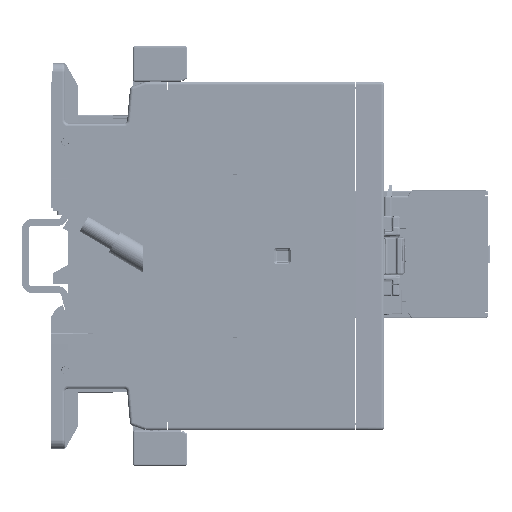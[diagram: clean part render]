
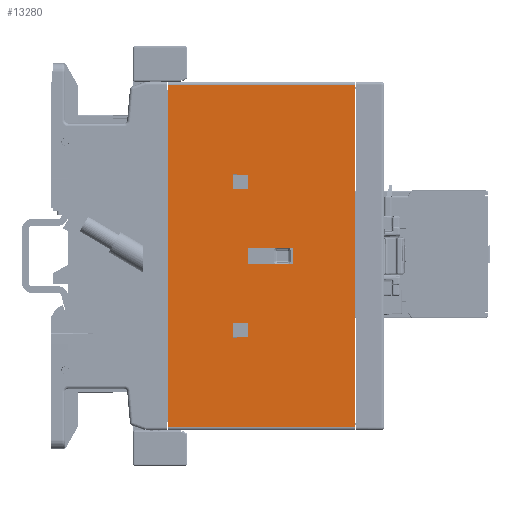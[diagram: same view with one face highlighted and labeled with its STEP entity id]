
A CAD part, left-side view. The second image highlights one B-rep face of the part: STEP entity #13280.
In plain terms, the highlighted planar face has unit normal (-1, 0, 0).
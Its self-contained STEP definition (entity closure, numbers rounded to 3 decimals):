
#3676=FACE_BOUND('',#31251,.T.);
#3677=FACE_BOUND('',#31252,.T.);
#3678=FACE_BOUND('',#31253,.T.);
#3679=FACE_BOUND('',#31254,.T.);
#13280=ADVANCED_FACE('',(#3676,#3677,#3678,#3679),#17566,.T.);
#17566=PLANE('',#202245);
#31251=EDGE_LOOP('',(#124821,#124822,#124823,#124824));
#31252=EDGE_LOOP('',(#124825,#124826,#124827,#124828));
#31253=EDGE_LOOP('',(#124829,#124830,#124831,#124832));
#31254=EDGE_LOOP('',(#124833,#124834,#124835,#124836));
#58251=LINE('',#331685,#81561);
#58254=LINE('',#331690,#81564);
#58258=LINE('',#331697,#81568);
#58262=LINE('',#331704,#81572);
#58265=LINE('',#331709,#81575);
#58267=LINE('',#331713,#81577);
#58270=LINE('',#331720,#81580);
#58522=LINE('',#332566,#81832);
#58523=LINE('',#332568,#81833);
#58526=LINE('',#332575,#81836);
#58529=LINE('',#332580,#81839);
#58531=LINE('',#332583,#81841);
#58603=LINE('',#332739,#81913);
#58625=LINE('',#332813,#81935);
#58626=LINE('',#332815,#81936);
#58627=LINE('',#332817,#81937);
#81561=VECTOR('',#249859,1.);
#81564=VECTOR('',#249864,1.);
#81568=VECTOR('',#249870,1.);
#81572=VECTOR('',#249876,1.);
#81575=VECTOR('',#249881,1.);
#81577=VECTOR('',#249885,1.);
#81580=VECTOR('',#249890,1.);
#81832=VECTOR('',#250716,1.);
#81833=VECTOR('',#250719,1.);
#81836=VECTOR('',#250724,1.);
#81839=VECTOR('',#250729,1.);
#81841=VECTOR('',#250733,1.);
#81913=VECTOR('',#250877,1.);
#81935=VECTOR('',#250933,1.);
#81936=VECTOR('',#250936,1.);
#81937=VECTOR('',#250937,1.);
#124821=ORIENTED_EDGE('',*,*,#184245,.F.);
#124822=ORIENTED_EDGE('',*,*,#184207,.T.);
#124823=ORIENTED_EDGE('',*,*,#184244,.F.);
#124824=ORIENTED_EDGE('',*,*,#184246,.F.);
#124825=ORIENTED_EDGE('',*,*,#184120,.T.);
#124826=ORIENTED_EDGE('',*,*,#184125,.T.);
#124827=ORIENTED_EDGE('',*,*,#183706,.T.);
#124828=ORIENTED_EDGE('',*,*,#184123,.T.);
#124829=ORIENTED_EDGE('',*,*,#183703,.T.);
#124830=ORIENTED_EDGE('',*,*,#183698,.T.);
#124831=ORIENTED_EDGE('',*,*,#184117,.T.);
#124832=ORIENTED_EDGE('',*,*,#183701,.T.);
#124833=ORIENTED_EDGE('',*,*,#183694,.T.);
#124834=ORIENTED_EDGE('',*,*,#184116,.T.);
#124835=ORIENTED_EDGE('',*,*,#183690,.T.);
#124836=ORIENTED_EDGE('',*,*,#183687,.T.);
#151890=VERTEX_POINT('',#331684);
#151891=VERTEX_POINT('',#331686);
#151892=VERTEX_POINT('',#331691);
#151893=VERTEX_POINT('',#331696);
#151894=VERTEX_POINT('',#331700);
#151895=VERTEX_POINT('',#331703);
#151896=VERTEX_POINT('',#331708);
#151897=VERTEX_POINT('',#331710);
#151900=VERTEX_POINT('',#331719);
#151901=VERTEX_POINT('',#331721);
#152160=VERTEX_POINT('',#332574);
#152161=VERTEX_POINT('',#332576);
#152209=VERTEX_POINT('',#332738);
#152210=VERTEX_POINT('',#332740);
#152244=VERTEX_POINT('',#332812);
#152245=VERTEX_POINT('',#332816);
#183687=EDGE_CURVE('',#151891,#151890,#58251,.T.);
#183690=EDGE_CURVE('',#151892,#151891,#58254,.T.);
#183694=EDGE_CURVE('',#151890,#151893,#58258,.T.);
#183698=EDGE_CURVE('',#151894,#151895,#58262,.T.);
#183701=EDGE_CURVE('',#151897,#151896,#58265,.T.);
#183703=EDGE_CURVE('',#151896,#151894,#58267,.T.);
#183706=EDGE_CURVE('',#151901,#151900,#58270,.T.);
#184116=EDGE_CURVE('',#151893,#151892,#58522,.T.);
#184117=EDGE_CURVE('',#151895,#151897,#58523,.T.);
#184120=EDGE_CURVE('',#152161,#152160,#58526,.T.);
#184123=EDGE_CURVE('',#151900,#152161,#58529,.T.);
#184125=EDGE_CURVE('',#152160,#151901,#58531,.T.);
#184207=EDGE_CURVE('',#152210,#152209,#58603,.T.);
#184244=EDGE_CURVE('',#152244,#152209,#58625,.T.);
#184245=EDGE_CURVE('',#152210,#152245,#58626,.T.);
#184246=EDGE_CURVE('',#152245,#152244,#58627,.T.);
#202245=AXIS2_PLACEMENT_3D('',#332818,#250938,#250939);
#249859=DIRECTION('',(0.,1.,-0.009));
#249864=DIRECTION('',(0.,0.,-1.));
#249870=DIRECTION('',(0.,0.,1.));
#249876=DIRECTION('',(0.,0.,1.));
#249881=DIRECTION('',(0.,0.,-1.));
#249885=DIRECTION('',(0.,1.,-0.009));
#249890=DIRECTION('',(0.,0.,-1.));
#250716=DIRECTION('',(0.,-1.,-0.009));
#250719=DIRECTION('',(0.,-1.,-0.009));
#250724=DIRECTION('',(0.,0.,1.));
#250729=DIRECTION('',(0.,1.,0.));
#250733=DIRECTION('',(0.,-1.,0.));
#250877=DIRECTION('',(0.,0.,1.));
#250933=DIRECTION('',(0.,-1.,0.));
#250936=DIRECTION('',(0.,1.,0.));
#250937=DIRECTION('',(0.,0.,1.));
#250938=DIRECTION('',(-1.,0.,0.));
#250939=DIRECTION('',(0.,1.,0.));
#331684=CARTESIAN_POINT('',(-126.227,-56.547,-22.443));
#331685=CARTESIAN_POINT('',(-126.227,-56.547,-22.443));
#331686=CARTESIAN_POINT('',(-126.227,-61.616,-22.399));
#331690=CARTESIAN_POINT('',(-126.227,-61.616,-22.399));
#331691=CARTESIAN_POINT('',(-126.227,-61.616,-17.634));
#331696=CARTESIAN_POINT('',(-126.227,-56.547,-17.59));
#331697=CARTESIAN_POINT('',(-126.227,-56.547,-17.59));
#331700=CARTESIAN_POINT('',(-126.227,-56.547,25.557));
#331703=CARTESIAN_POINT('',(-126.227,-56.547,30.41));
#331704=CARTESIAN_POINT('',(-126.227,-56.547,30.41));
#331708=CARTESIAN_POINT('',(-126.227,-61.616,25.601));
#331709=CARTESIAN_POINT('',(-126.227,-61.616,25.601));
#331710=CARTESIAN_POINT('',(-126.227,-61.616,30.366));
#331713=CARTESIAN_POINT('',(-126.227,-56.547,25.557));
#331719=CARTESIAN_POINT('',(-126.227,-76.112,1.452));
#331720=CARTESIAN_POINT('',(-126.227,-76.112,1.452));
#331721=CARTESIAN_POINT('',(-126.227,-76.112,6.515));
#332566=CARTESIAN_POINT('',(-126.227,-61.616,-17.634));
#332568=CARTESIAN_POINT('',(-126.227,-61.616,30.366));
#332574=CARTESIAN_POINT('',(-126.227,-61.549,6.515));
#332575=CARTESIAN_POINT('',(-126.227,-61.549,6.515));
#332576=CARTESIAN_POINT('',(-126.227,-61.549,1.452));
#332580=CARTESIAN_POINT('',(-126.227,-61.549,1.452));
#332583=CARTESIAN_POINT('',(-126.227,-76.112,6.515));
#332738=CARTESIAN_POINT('',(-126.227,-96.281,59.484));
#332739=CARTESIAN_POINT('',(-126.227,-96.281,-51.516));
#332740=CARTESIAN_POINT('',(-126.227,-96.281,-51.516));
#332812=CARTESIAN_POINT('',(-126.227,-35.481,59.484));
#332813=CARTESIAN_POINT('',(-126.227,-35.481,59.484));
#332815=CARTESIAN_POINT('',(-126.227,-96.281,-51.516));
#332816=CARTESIAN_POINT('',(-126.227,-35.481,-51.516));
#332817=CARTESIAN_POINT('',(-126.227,-35.481,-51.516));
#332818=CARTESIAN_POINT('',(-126.227,-38.281,60.484));
